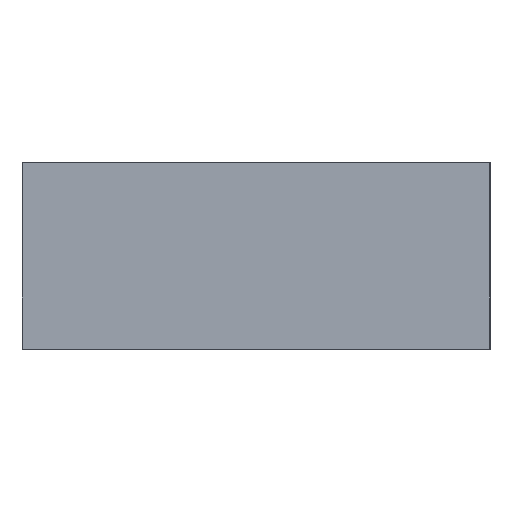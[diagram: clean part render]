
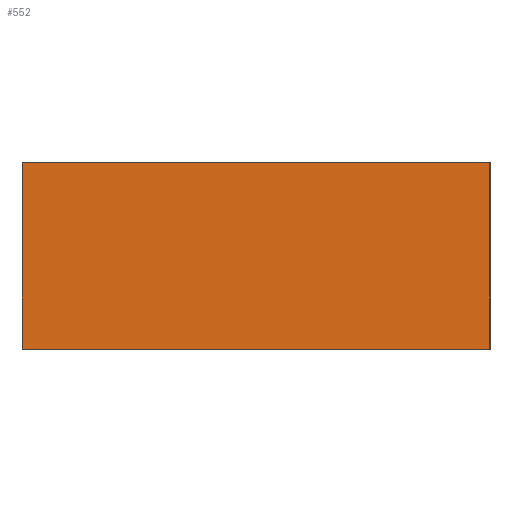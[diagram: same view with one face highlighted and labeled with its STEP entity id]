
A CAD part, top view. The second image highlights one B-rep face of the part: STEP entity #552.
In plain terms, the highlighted planar face has unit normal (0, 0, 1).
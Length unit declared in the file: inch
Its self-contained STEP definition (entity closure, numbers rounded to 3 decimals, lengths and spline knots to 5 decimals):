
#15=PLANE('',#633);
#49=FACE_OUTER_BOUND('',#87,.T.);
#87=EDGE_LOOP('',(#387,#388,#389,#390));
#118=LINE('',#910,#154);
#126=LINE('',#938,#162);
#127=LINE('',#942,#163);
#128=LINE('',#943,#164);
#154=VECTOR('',#725,0.3937);
#162=VECTOR('',#761,0.3937);
#163=VECTOR('',#766,0.3937);
#164=VECTOR('',#767,0.3937);
#235=VERTEX_POINT('',#907);
#236=VERTEX_POINT('',#909);
#242=VERTEX_POINT('',#937);
#243=VERTEX_POINT('',#941);
#279=EDGE_CURVE('',#235,#236,#118,.T.);
#294=EDGE_CURVE('',#236,#242,#126,.T.);
#296=EDGE_CURVE('',#243,#235,#127,.T.);
#297=EDGE_CURVE('',#242,#243,#128,.T.);
#387=ORIENTED_EDGE('',*,*,#279,.F.);
#388=ORIENTED_EDGE('',*,*,#296,.F.);
#389=ORIENTED_EDGE('',*,*,#297,.F.);
#390=ORIENTED_EDGE('',*,*,#294,.F.);
#552=ADVANCED_FACE('',(#49),#15,.T.);
#633=AXIS2_PLACEMENT_3D('',#940,#764,#765);
#725=DIRECTION('',(0.,1.,0.));
#761=DIRECTION('',(1.,0.,0.));
#764=DIRECTION('center_axis',(0.,0.,1.));
#765=DIRECTION('ref_axis',(0.,-1.,0.));
#766=DIRECTION('',(-1.,0.,0.));
#767=DIRECTION('',(0.,-1.,0.));
#907=CARTESIAN_POINT('',(-3.93307,0.00394,0.));
#909=CARTESIAN_POINT('',(-3.93307,3.14567,0.));
#910=CARTESIAN_POINT('',(-3.93307,2.3622,0.));
#937=CARTESIAN_POINT('',(3.93307,3.14567,0.));
#938=CARTESIAN_POINT('',(0.,3.14567,0.));
#940=CARTESIAN_POINT('Origin',(0.,3.14961,0.));
#941=CARTESIAN_POINT('',(3.93307,0.00394,0.));
#942=CARTESIAN_POINT('',(0.,0.00394,0.));
#943=CARTESIAN_POINT('',(3.93307,2.3622,0.));
